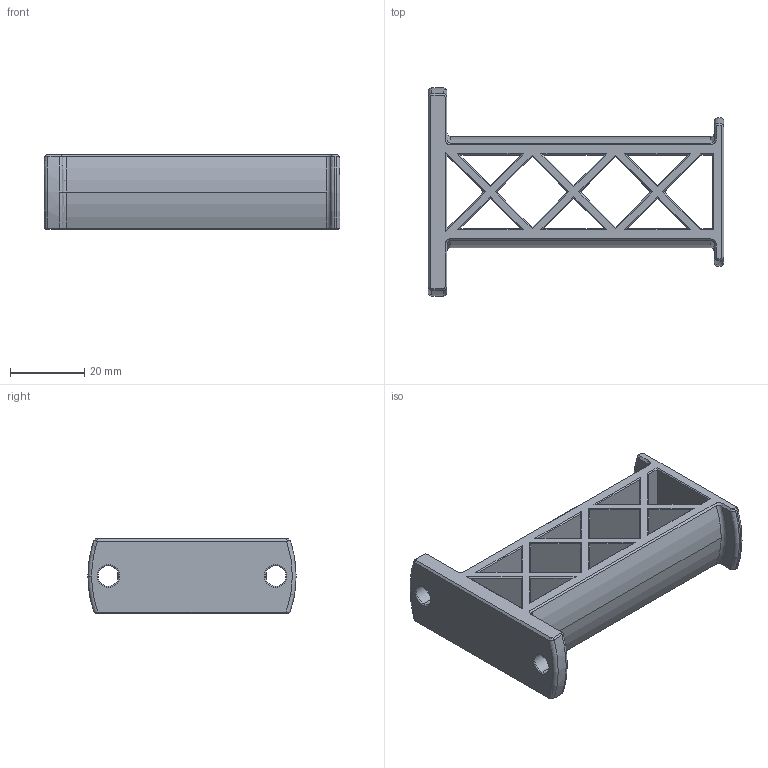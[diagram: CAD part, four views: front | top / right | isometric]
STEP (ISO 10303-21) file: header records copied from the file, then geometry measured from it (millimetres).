
FILE_DESCRIPTION (( 'STEP AP203' ), '1' );
FILE_NAME ('蹋殤NEW.STEP', '2022-09-07T08:33:07', ( 'Leo' ), ( '' ), 'SwSTEP 2.0', 'SolidWorks 2018', '' );
FILE_SCHEMA (( 'CONFIG_CONTROL_DESIGN' ));
Length unit declared in the file: millimetre
Products named in the file (1): 蹋殤NEW
Bounding box: 79.5 x 56 x 20 mm (x, y, z)
Volume: 27999.6 mm3; surface area: 16893.7 mm2
Topology: 1 solids, 1 shells, 192 faces, 453 edges, 263 vertices
Faces by surface type: plane 134, bspline 24, torus 23, cylinder 11
Entity records: 9178 total; most frequent: CARTESIAN_POINT 4919, ORIENTED_EDGE 906, DIRECTION 761, EDGE_CURVE 453, LINE 291, VECTOR 291, VERTEX_POINT 263, AXIS2_PLACEMENT_3D 235
